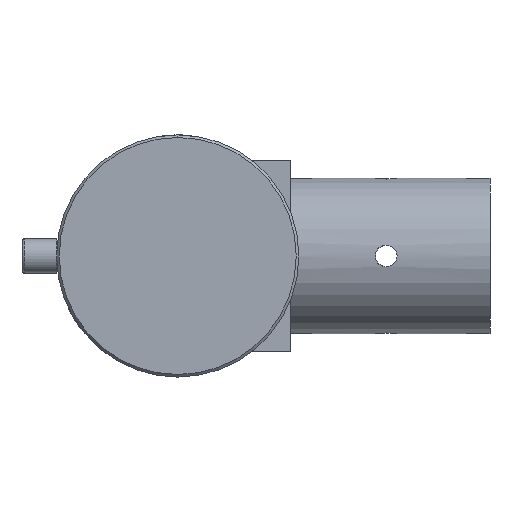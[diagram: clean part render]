
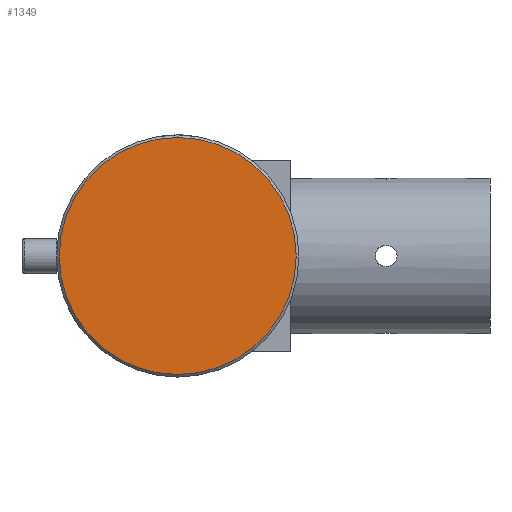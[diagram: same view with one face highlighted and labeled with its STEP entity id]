
A CAD part, left-side view. The second image highlights one B-rep face of the part: STEP entity #1349.
In plain terms, the highlighted planar face has unit normal (-1, 0, 0).
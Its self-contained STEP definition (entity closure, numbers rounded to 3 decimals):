
#144 = ORIENTED_EDGE ( 'NONE', *, *, #1663, .T. ) ;
#163 = ORIENTED_EDGE ( 'NONE', *, *, #2165, .T. ) ;
#587 = EDGE_LOOP ( 'NONE', ( #163, #144 ) ) ;
#1349 = ADVANCED_FACE ( 'NONE', ( #2409 ), #3601, .F. ) ;
#1663 = EDGE_CURVE ( 'NONE', #3379, #2326, #2811, .T. ) ;
#1835 = AXIS2_PLACEMENT_3D ( 'NONE', #3614, #3588, #3589 ) ;
#1994 = AXIS2_PLACEMENT_3D ( 'NONE', #4597, #4625, #4591 ) ;
#2165 = EDGE_CURVE ( 'NONE', #2326, #3379, #3169, .T. ) ;
#2326 = VERTEX_POINT ( 'NONE', #6099 ) ;
#2409 = FACE_OUTER_BOUND ( 'NONE', #587, .T. ) ;
#2811 = CIRCLE ( 'NONE', #1994, 13.7 ) ;
#3169 = CIRCLE ( 'NONE', #5497, 13.7 ) ;
#3379 = VERTEX_POINT ( 'NONE', #5627 ) ;
#3588 = DIRECTION ( 'NONE',  ( 1., 0., 0. ) ) ;
#3589 = DIRECTION ( 'NONE',  ( 0., 0., -1. ) ) ;
#3601 = PLANE ( 'NONE',  #1835 ) ;
#3614 = CARTESIAN_POINT ( 'NONE',  ( -142.2, 0., 0. ) ) ;
#4591 = DIRECTION ( 'NONE',  ( 0., 0., -1. ) ) ;
#4597 = CARTESIAN_POINT ( 'NONE',  ( -142.2, 0., 0. ) ) ;
#4625 = DIRECTION ( 'NONE',  ( -1., 0., 0. ) ) ;
#5497 = AXIS2_PLACEMENT_3D ( 'NONE', #5739, #5712, #5743 ) ;
#5627 = CARTESIAN_POINT ( 'NONE',  ( -142.2, 0., 13.7 ) ) ;
#5712 = DIRECTION ( 'NONE',  ( -1., 0., 0. ) ) ;
#5739 = CARTESIAN_POINT ( 'NONE',  ( -142.2, 0., 0. ) ) ;
#5743 = DIRECTION ( 'NONE',  ( 0., 0., -1. ) ) ;
#6099 = CARTESIAN_POINT ( 'NONE',  ( -142.2, 0., -13.7 ) ) ;
